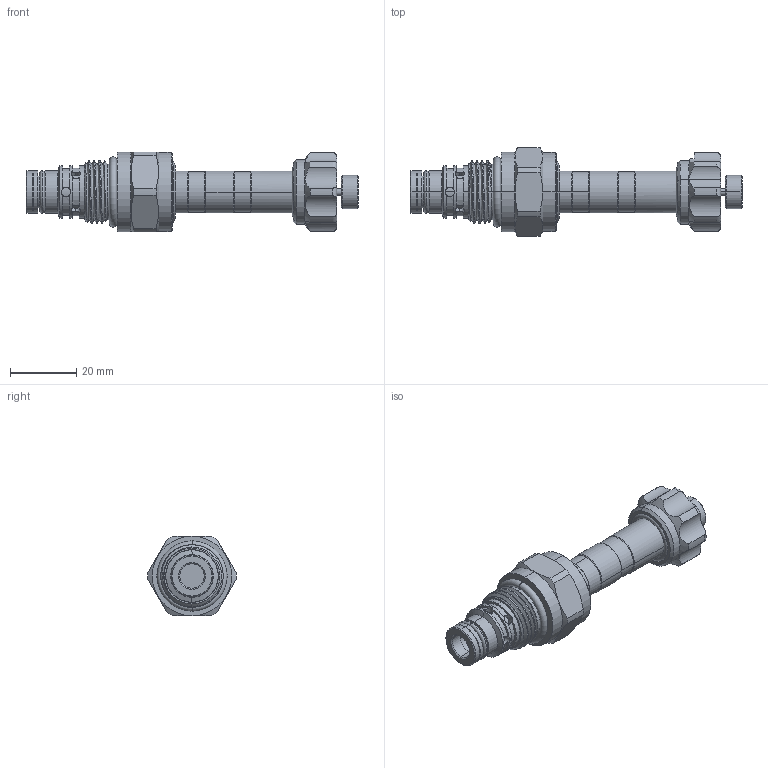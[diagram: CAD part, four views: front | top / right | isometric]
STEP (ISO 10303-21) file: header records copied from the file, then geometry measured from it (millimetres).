
FILE_DESCRIPTION (( 'STEP AP203' ), '1' );
FILE_NAME ('EP08W2A06P05.STEP', '2016-08-12T08:23:20', ( '' ), ( '' ), 'SwSTEP 2.0', 'SolidWorks 2012', '' );
FILE_SCHEMA (( 'CONFIG_CONTROL_DESIGN' ));
Length unit declared in the file: millimetre
Products named in the file (1): EP08W2A06P05
Bounding box: 100 x 26.66 x 24 mm (x, y, z)
Volume: 21659.3 mm3; surface area: 9144.4 mm2
Topology: 3 solids, 3 shells, 277 faces, 699 edges, 444 vertices
Faces by surface type: cylinder 148, plane 55, cone 46, torus 24, bspline 4
Entity records: 16361 total; most frequent: CARTESIAN_POINT 9746, ORIENTED_EDGE 1398, DIRECTION 1373, EDGE_CURVE 699, AXIS2_PLACEMENT_3D 570, VERTEX_POINT 444, EDGE_LOOP 301, CIRCLE 296
